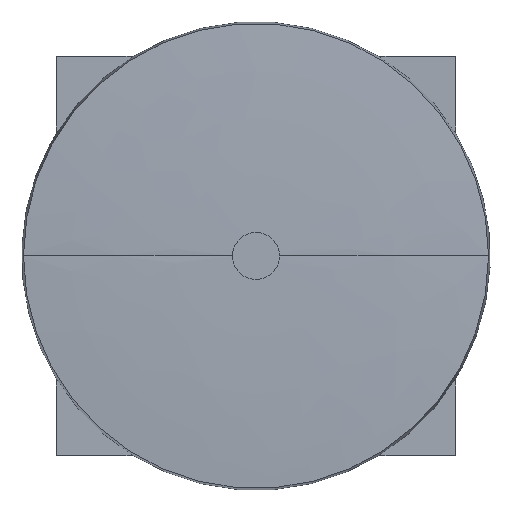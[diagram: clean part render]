
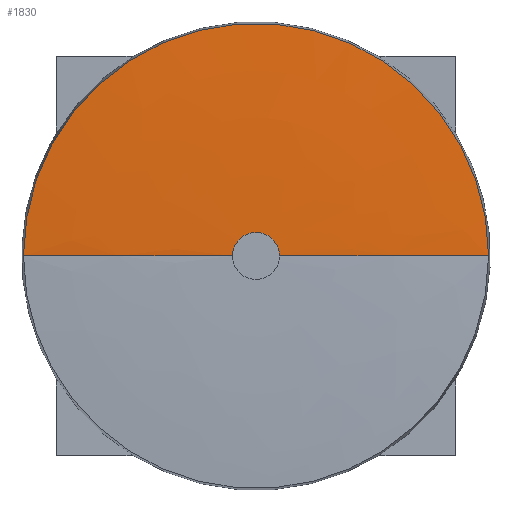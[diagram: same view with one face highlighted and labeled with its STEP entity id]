
A CAD part, top view. The second image highlights one B-rep face of the part: STEP entity #1830.
In plain terms, the highlighted face is a revolution surface.
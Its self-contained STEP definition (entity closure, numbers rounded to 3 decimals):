
#1813=AXIS2_PLACEMENT_3D('Circle Axis2P3D',#1811,#1812,$) ;
#1820=AXIS2_PLACEMENT_3D('Circle Axis2P3D',#1818,#1819,$) ;
#971=CARTESIAN_POINT('Vertex',(-2.651,0.,9.218)) ;
#973=CARTESIAN_POINT('Vertex',(2.651,0.,9.218)) ;
#977=CARTESIAN_POINT('Control Point',(-2.651,0.,9.217)) ;
#978=CARTESIAN_POINT('Control Point',(-2.651,0.834,9.217)) ;
#979=CARTESIAN_POINT('Control Point',(-2.323,1.668,9.217)) ;
#980=CARTESIAN_POINT('Control Point',(-1.668,2.323,9.218)) ;
#981=CARTESIAN_POINT('Control Point',(0.,2.979,9.218)) ;
#982=CARTESIAN_POINT('Control Point',(1.668,2.323,9.218)) ;
#983=CARTESIAN_POINT('Control Point',(2.323,1.668,9.218)) ;
#984=CARTESIAN_POINT('Control Point',(2.651,0.834,9.218)) ;
#985=CARTESIAN_POINT('Control Point',(2.651,0.,9.218)) ;
#1752=CARTESIAN_POINT('Control Point',(2.651,0.,9.218)) ;
#1753=CARTESIAN_POINT('Control Point',(6.892,0.,9.2)) ;
#1754=CARTESIAN_POINT('Control Point',(11.133,0.,9.147)) ;
#1755=CARTESIAN_POINT('Control Point',(15.373,0.,9.055)) ;
#1756=CARTESIAN_POINT('Control Point',(20.095,0.,8.888)) ;
#1757=CARTESIAN_POINT('Control Point',(24.811,0.,8.609)) ;
#1758=CARTESIAN_POINT('Control Point',(25.291,0.,8.58)) ;
#1759=CARTESIAN_POINT('Control Point',(25.77,0.,8.549)) ;
#1760=CARTESIAN_POINT('Control Point',(26.25,0.,8.517)) ;
#1761=CARTESIAN_POINT('Vertex',(26.25,0.,8.517)) ;
#1765=CARTESIAN_POINT('Control Point',(-2.651,0.,9.218)) ;
#1766=CARTESIAN_POINT('Control Point',(-6.892,0.,9.2)) ;
#1767=CARTESIAN_POINT('Control Point',(-11.133,0.,9.147)) ;
#1768=CARTESIAN_POINT('Control Point',(-15.373,0.,9.055)) ;
#1769=CARTESIAN_POINT('Control Point',(-20.095,0.,8.888)) ;
#1770=CARTESIAN_POINT('Control Point',(-24.811,0.,8.609)) ;
#1771=CARTESIAN_POINT('Control Point',(-25.291,0.,8.58)) ;
#1772=CARTESIAN_POINT('Control Point',(-25.77,0.,8.549)) ;
#1773=CARTESIAN_POINT('Control Point',(-26.25,0.,8.517)) ;
#1774=CARTESIAN_POINT('Vertex',(-26.25,0.,8.517)) ;
#1798=CARTESIAN_POINT('Control Point',(0.,2.651,9.218)) ;
#1799=CARTESIAN_POINT('Control Point',(0.,6.892,9.2)) ;
#1800=CARTESIAN_POINT('Control Point',(0.,11.133,9.147)) ;
#1801=CARTESIAN_POINT('Control Point',(0.,15.373,9.055)) ;
#1802=CARTESIAN_POINT('Control Point',(0.,20.095,8.888)) ;
#1803=CARTESIAN_POINT('Control Point',(0.,24.811,8.609)) ;
#1804=CARTESIAN_POINT('Control Point',(0.,25.291,8.58)) ;
#1805=CARTESIAN_POINT('Control Point',(0.,25.77,8.549)) ;
#1806=CARTESIAN_POINT('Control Point',(0.,26.25,8.517)) ;
#1807=CARTESIAN_POINT('Axis1P Location',(0.,0.,50000.)) ;
#1811=CARTESIAN_POINT('Axis2P3D Location',(0.,0.,8.517)) ;
#1815=CARTESIAN_POINT('Vertex',(-23.037,12.585,8.517)) ;
#1818=CARTESIAN_POINT('Axis2P3D Location',(0.,0.,8.517)) ;
#1808=DIRECTION('Axis1P Direction',(0.,0.,-1.)) ;
#1812=DIRECTION('Axis2P3D Direction',(0.,0.,-1.)) ;
#1819=DIRECTION('Axis2P3D Direction',(0.,0.,-1.)) ;
#1809=AXIS1_PLACEMENT('Revolution Surface Axis1P',#1807,#1808) ;
#1824=ORIENTED_EDGE('',*,*,#1817,.F.) ;
#1825=ORIENTED_EDGE('',*,*,#1822,.T.) ;
#1826=ORIENTED_EDGE('',*,*,#1776,.F.) ;
#1827=ORIENTED_EDGE('',*,*,#986,.T.) ;
#1828=ORIENTED_EDGE('',*,*,#1763,.T.) ;
#1830=ADVANCED_FACE('0043C37.1\\corps',(#1829),#1810,.T.) ;
#976=B_SPLINE_CURVE_WITH_KNOTS('',5,(#977,#978,#979,#980,#981,#982,#983,#984,#985),.UNSPECIFIED.,.F.,.U.,(6,3,6),(0.,23.304,46.609),.UNSPECIFIED.) ;
#1751=B_SPLINE_CURVE_WITH_KNOTS('',5,(#1752,#1753,#1754,#1755,#1756,#1757,#1758,#1759,#1760),.UNSPECIFIED.,.F.,.U.,(6,3,6),(3.75,33.737,37.134),.UNSPECIFIED.) ;
#1764=B_SPLINE_CURVE_WITH_KNOTS('',5,(#1765,#1766,#1767,#1768,#1769,#1770,#1771,#1772,#1773),.UNSPECIFIED.,.F.,.U.,(6,3,6),(3.75,33.737,37.134),.UNSPECIFIED.) ;
#1797=B_SPLINE_CURVE_WITH_KNOTS('',5,(#1798,#1799,#1800,#1801,#1802,#1803,#1804,#1805,#1806),.UNSPECIFIED.,.F.,.U.,(6,3,6),(3.75,33.737,37.134),.UNSPECIFIED.) ;
#1814=CIRCLE('generated circle',#1813,26.25) ;
#1821=CIRCLE('generated circle',#1820,26.25) ;
#986=EDGE_CURVE('',#972,#974,#976,.T.) ;
#1763=EDGE_CURVE('',#974,#1762,#1751,.T.) ;
#1776=EDGE_CURVE('',#972,#1775,#1764,.T.) ;
#1817=EDGE_CURVE('',#1816,#1762,#1814,.T.) ;
#1822=EDGE_CURVE('',#1816,#1775,#1821,.F.) ;
#1823=EDGE_LOOP('',(#1824,#1825,#1826,#1827,#1828)) ;
#1829=FACE_OUTER_BOUND('',#1823,.T.) ;
#1810=SURFACE_OF_REVOLUTION('Surface of Revolution',#1797,#1809) ;
#972=VERTEX_POINT('',#971) ;
#974=VERTEX_POINT('',#973) ;
#1762=VERTEX_POINT('',#1761) ;
#1775=VERTEX_POINT('',#1774) ;
#1816=VERTEX_POINT('',#1815) ;
